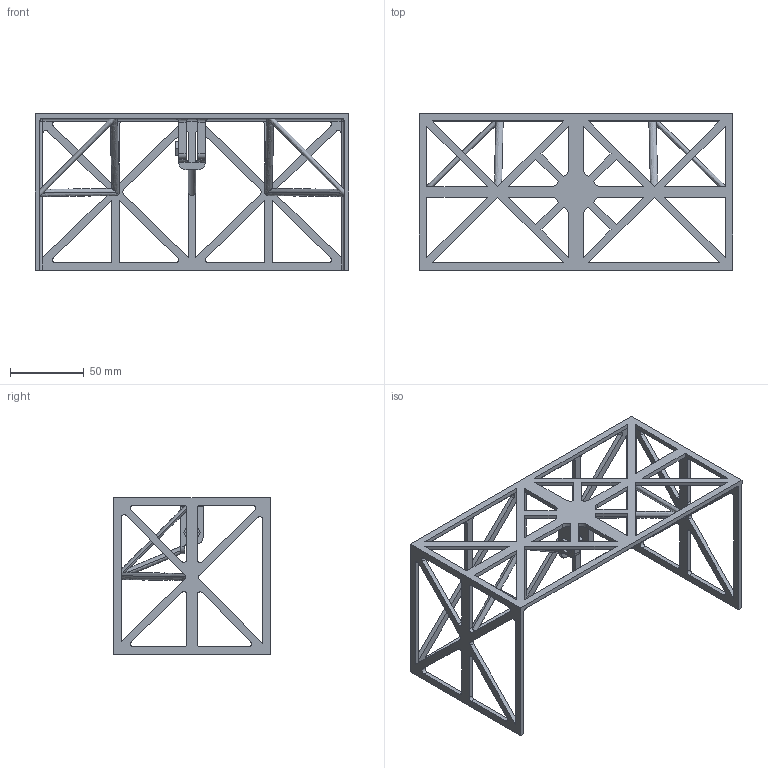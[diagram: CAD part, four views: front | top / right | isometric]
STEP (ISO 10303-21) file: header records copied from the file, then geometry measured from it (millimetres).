
FILE_DESCRIPTION (( 'STEP AP214' ), '1' );
FILE_NAME ('Calibration3D_ultrathin.STEP', '2024-04-03T14:17:10', ( '' ), ( '' ), 'SwSTEP 2.0', 'SolidWorks 2024', '' );
FILE_SCHEMA (( 'AUTOMOTIVE_DESIGN' ));
Length unit declared in the file: millimetre
Products named in the file (1): Calibration3D_ultrathin
Bounding box: 212 x 106 x 106 mm (x, y, z)
Volume: 76852.1 mm3; surface area: 71837.2 mm2
Topology: 1 solids, 1 shells, 275 faces, 853 edges, 547 vertices
Faces by surface type: plane 162, cylinder 95, bspline 16, sphere 2
Entity records: 11873 total; most frequent: CARTESIAN_POINT 4182, ORIENTED_EDGE 1698, DIRECTION 1465, EDGE_CURVE 849, LINE 589, VECTOR 589, VERTEX_POINT 546, AXIS2_PLACEMENT_3D 438
